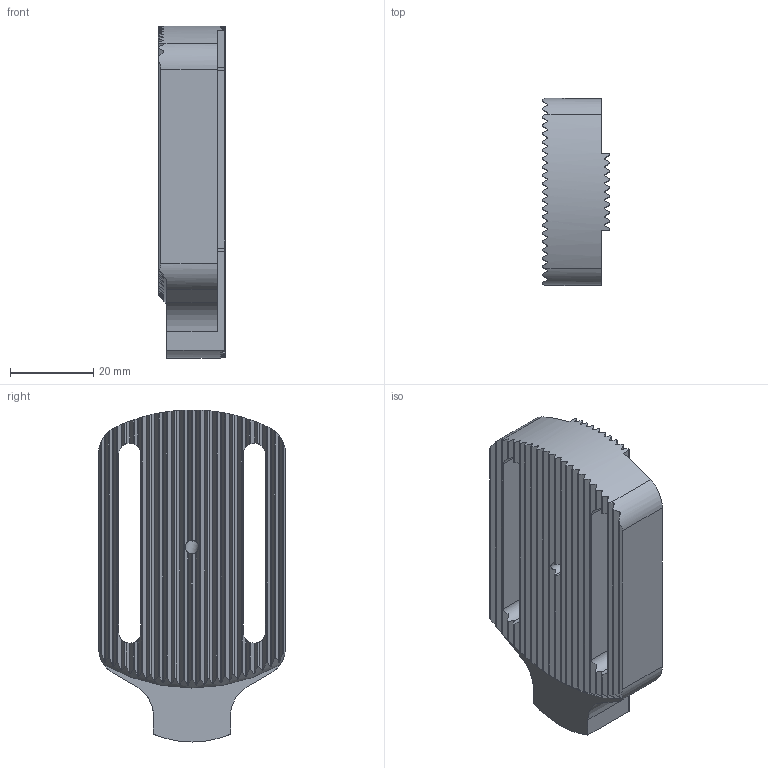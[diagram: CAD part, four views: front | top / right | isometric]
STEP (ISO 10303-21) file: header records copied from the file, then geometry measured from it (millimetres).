
FILE_DESCRIPTION (( 'STEP AP203' ), '1' );
FILE_NAME ('B12.086.164.080.STEP', '2018-02-21T14:00:06', ( 'SWIAdmin' ), ( 'Hewlett-Packard Company' ), 'SwSTEP 2.0', 'SolidWorks 2017', '' );
FILE_SCHEMA (( 'CONFIG_CONTROL_DESIGN' ));
Length unit declared in the file: millimetre
Products named in the file (3): MH1-BV2.K01.015_B; KVT_MB_600_040; B12.086.164.080
Assembly tree (2 placements, depth 2):
  B12.086.164.080
    MH1-BV2.K01.015_B
    KVT_MB_600_040
Bounding box: 16.15 x 45 x 80 mm (x, y, z)
Volume: 31875.5 mm3; surface area: 15172.5 mm2
Topology: 3 solids, 3 shells, 536 faces, 1475 edges, 948 vertices
Faces by surface type: plane 325, cylinder 110, bspline 58, cone 41, sphere 2
Entity records: 21396 total; most frequent: CARTESIAN_POINT 8628, ORIENTED_EDGE 2924, DIRECTION 2157, EDGE_CURVE 1462, VERTEX_POINT 945, VECTOR 817, LINE 817, AXIS2_PLACEMENT_3D 670
